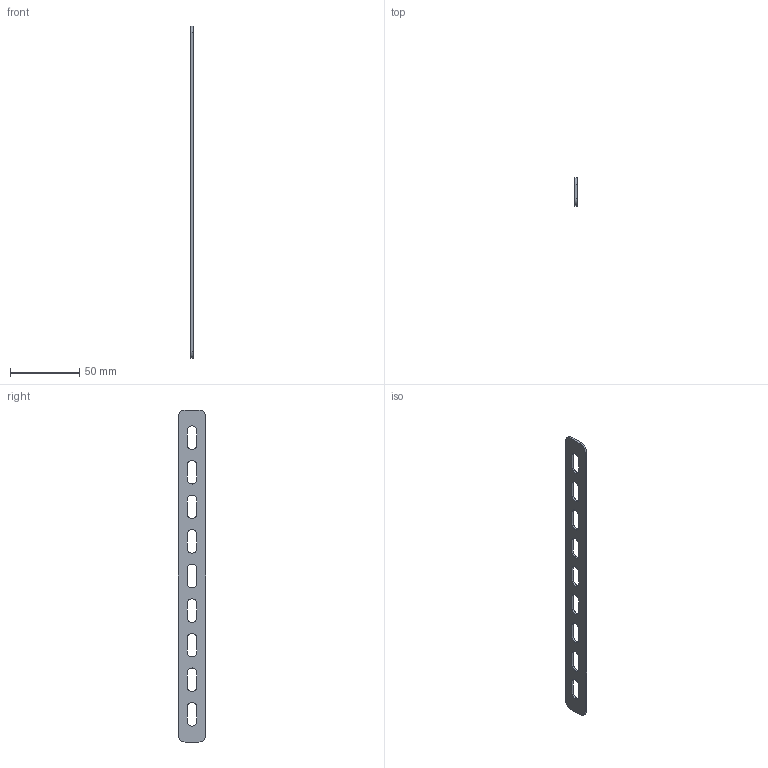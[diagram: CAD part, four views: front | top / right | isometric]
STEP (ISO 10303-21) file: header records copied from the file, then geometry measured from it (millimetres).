
FILE_DESCRIPTION (( 'STEP AP214' ), '1' );
FILE_NAME ('ÊÈÂÀ.197.00.05 Ñîåäèíèòåëü ïåðôîðèðîâàííûé(èçîã 1).STEP', '2022-09-30T11:39:33', ( '' ), ( '' ), 'SwSTEP 2.0', 'SolidWorks 2022', '' );
FILE_SCHEMA (( 'AUTOMOTIVE_DESIGN' ));
Length unit declared in the file: millimetre
Products named in the file (1): КИВА.197.00.05 Соединитель перфорированный(изог 1)
Bounding box: 1.5 x 20 x 240 mm (x, y, z)
Volume: 5703.3 mm3; surface area: 8938.4 mm2
Topology: 1 solids, 1 shells, 46 faces, 132 edges, 88 vertices
Faces by surface type: plane 24, cylinder 22
Entity records: 1590 total; most frequent: DIRECTION 270, CARTESIAN_POINT 267, ORIENTED_EDGE 264, EDGE_CURVE 132, AXIS2_PLACEMENT_3D 91, LINE 88, VECTOR 88, VERTEX_POINT 88
